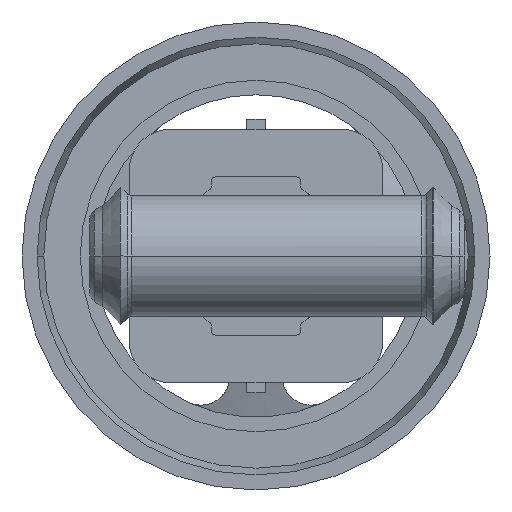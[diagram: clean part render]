
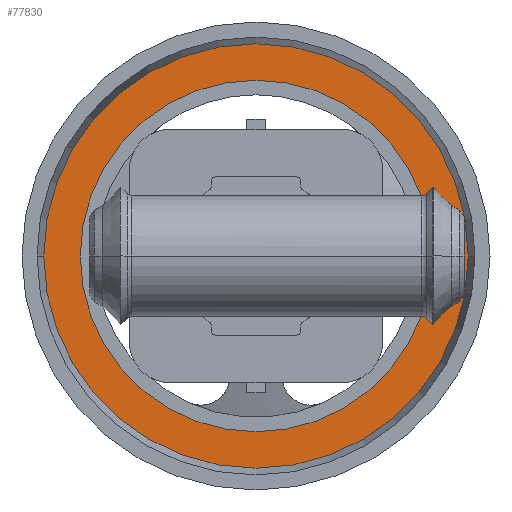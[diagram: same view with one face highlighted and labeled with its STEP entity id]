
A CAD part, front view. The second image highlights one B-rep face of the part: STEP entity #77830.
In plain terms, the highlighted planar face has unit normal (0, -1, 0).
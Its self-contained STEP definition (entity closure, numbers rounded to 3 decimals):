
#77280=CARTESIAN_POINT('',(-22.038,296.,0.));
#77290=VERTEX_POINT('',#77280);
#77320=CARTESIAN_POINT('',(80.,296.,0.));
#77330=DIRECTION('',(0.,1.,0.));
#77340=DIRECTION('',(1.,0.,0.));
#77350=AXIS2_PLACEMENT_3D('',#77320,#77330,#77340);
#77360=CIRCLE('',#77350,102.038);
#77370=CARTESIAN_POINT('',(182.038,296.,0.));
#77380=VERTEX_POINT('',#77370);
#77390=EDGE_CURVE('',#77380,#77290,#77360,.T.);
#77580=CARTESIAN_POINT('',(173.269,296.,0.))
;
#77590=DIRECTION('',(0.,-1.,0.));
#77600=DIRECTION('',(-1.,0.,0.));
#77610=AXIS2_PLACEMENT_3D('',#77580,#77590,#77600);
#77620=PLANE('',#77610);
#77630=EDGE_CURVE('',#77290,#77380,#77360,.T.);
#77640=ORIENTED_EDGE('',*,*,#77630,.F.);
#77650=ORIENTED_EDGE('',*,*,#77390,.F.);
#77660=EDGE_LOOP('',(#77650,#77640));
#77670=FACE_OUTER_BOUND('',#77660,.T.);
#77680=CARTESIAN_POINT('',(80.,296.,0.));
#77690=DIRECTION('',(0.,1.,0.));
#77700=DIRECTION('',(1.,0.,0.));
#77710=AXIS2_PLACEMENT_3D('',#77680,#77690,#77700);
#77720=CIRCLE('',#77710,84.5);
#77730=CARTESIAN_POINT('',(164.5,296.,0.));
#77740=VERTEX_POINT('',#77730);
#77750=CARTESIAN_POINT('',(-4.5,296.,0.));
#77760=VERTEX_POINT('',#77750);
#77770=EDGE_CURVE('',#77740,#77760,#77720,.T.);
#77780=ORIENTED_EDGE('',*,*,#77770,.T.);
#77790=EDGE_CURVE('',#77760,#77740,#77720,.T.);
#77800=ORIENTED_EDGE('',*,*,#77790,.T.);
#77810=EDGE_LOOP('',(#77800,#77780));
#77820=FACE_BOUND('',#77810,.T.);
#77830=ADVANCED_FACE('',(#77670,#77820),#77620,.T.);
